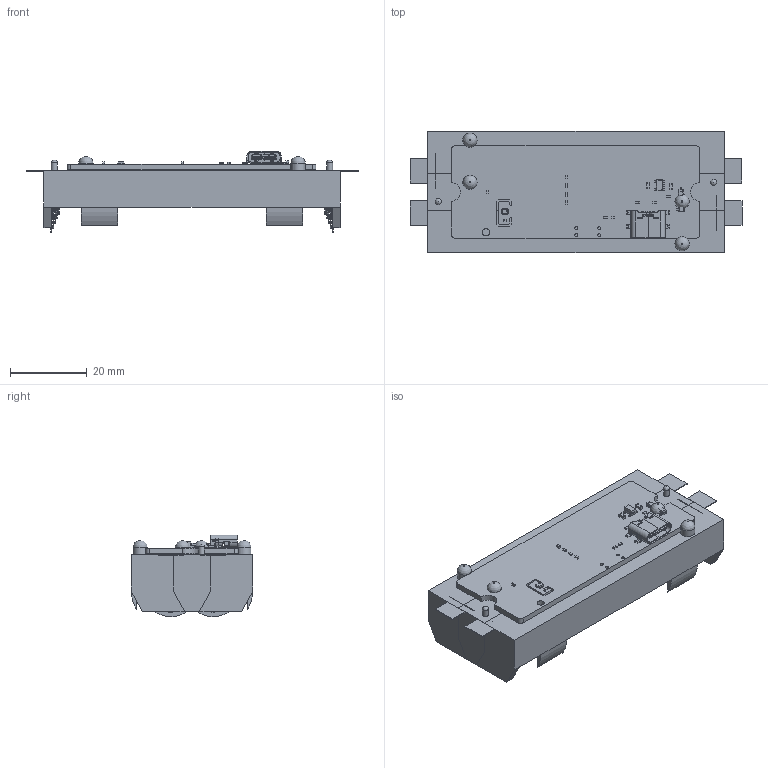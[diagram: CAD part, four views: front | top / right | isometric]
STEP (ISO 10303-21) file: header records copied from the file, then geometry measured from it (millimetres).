
FILE_DESCRIPTION(('KiCad electronic assembly'),'2;1');
FILE_NAME('ae-temp-monitor.step','2026-01-06T17:48:41',('Pcbnew'),( 'Kicad'),'Open CASCADE STEP processor 7.8','KiCad to STEP converter' ,'Unknown');
FILE_SCHEMA(('AUTOMOTIVE_DESIGN { 1 0 10303 214 1 1 1 1 }'));
Length unit declared in the file: millimetre
Products named in the file (11): ae-temp-monitor 1; C_0402_1005Metric; USB_C_Receptacle_GCT_USB4135-GF-A_6P_TopMnt_Horizontal; R_0402_1005Metric; SOT-563; SOT-23; D_SOD-323; C_0603_1608Metric; SOT-23-5; BatteryHolder_Keystone_1042_1x18650; ae-temp-monitor_PCB
Assembly tree (21 placements, depth 2):
  ae-temp-monitor 1
    C_0402_1005Metric  x5
    USB_C_Receptacle_GCT_USB4135-GF-A_6P_TopMnt_Horizontal
    R_0402_1005Metric  x6
    SOT-563
    SOT-23
    D_SOD-323
    C_0603_1608Metric  x2
    SOT-23-5
    BatteryHolder_Keystone_1042_1x18650  x2
    ae-temp-monitor_PCB
Bounding box: 86.41 x 31.65 x 21.24 mm (x, y, z)
Volume: 14573.4 mm3; surface area: 18736.5 mm2
Topology: 52 solids, 52 shells, 1407 faces, 3519 edges, 2228 vertices
Faces by surface type: plane 977, cylinder 362, bspline 62, revolution 6
Full cylindrical faces by diameter (mm): 0.02 x2, 0.25 x1, 0.65 x2, 0.8 x4, 1.57 x2, 1.9 x1, 2.4 x2, 3.68 x4, 4.8 x4, 7.2 x4, 9.6 x4, 12 x2
Entity records: 39871 total; most frequent: CARTESIAN_POINT 6845, ORIENTED_EDGE 5274, DIRECTION 5058, EDGE_CURVE 2629, LINE 2035, VECTOR 2035, VERTEX_POINT 1647, AXIS2_PLACEMENT_3D 1510
